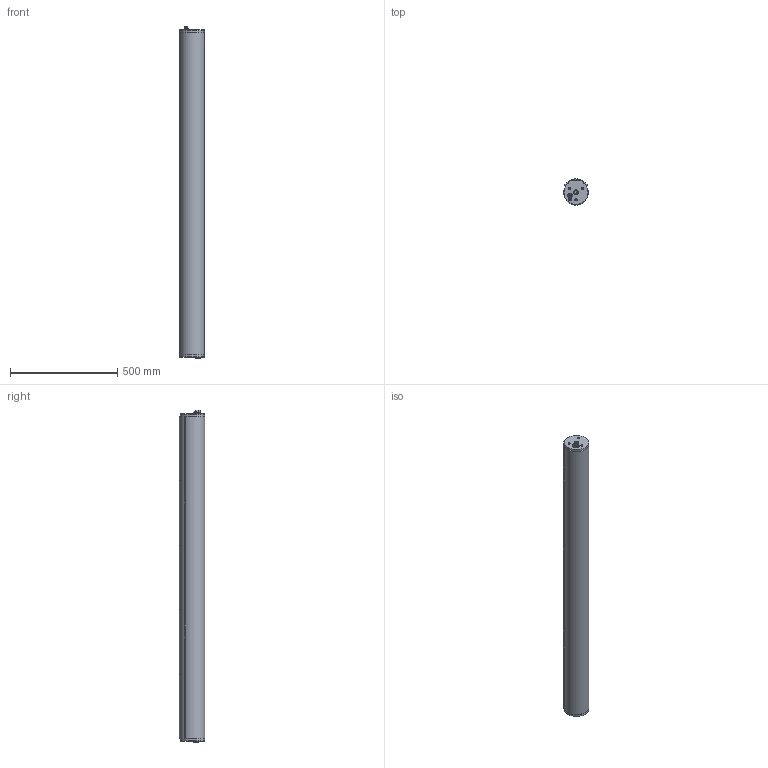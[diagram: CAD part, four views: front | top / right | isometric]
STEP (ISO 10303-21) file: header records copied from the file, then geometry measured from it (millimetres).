
FILE_DESCRIPTION (( 'STEP AP203' ), '1' );
FILE_NAME ('S38125XXX-110.STEP', '2020-01-03T19:39:03', ( '' ), ( '' ), 'SwSTEP 2.0', 'SolidWorks 2019', '' );
FILE_SCHEMA (( 'CONFIG_CONTROL_DESIGN' ));
Length unit declared in the file: inch
Products named in the file (11): 90-0390_4860K128; Standard Airturn Wafers_64-0114-SK; Standard Airturn Housings_Website  ; 90-0389_4860K127; Standard Airturn Plugs_38-0086; 90-0399_5225K569; S38125XXX-110
Assembly tree (11 placements, depth 2):
  S38125XXX-110
    Standard Airturn Housings_Website  
    Standard Airturn Plugs_38-0086  x2
    90-0389_4860K127
    90-0390_4860K128
    90-0399_5225K569
    Standard Airturn Wafers_64-0114-SK
    Standard Airturn Wafers_64-0114-SK
    Standard Airturn Wafers_64-0114-SK
    Standard Airturn Wafers_64-0114-SK
    Standard Airturn Wafers_64-0114-SK
Bounding box: 114.3 x 119.41 x 1544.72 mm (x, y, z)
Volume: 4117861.4 mm3; surface area: 1496488.9 mm2
Topology: 14 solids, 14 shells, 221 faces, 471 edges, 299 vertices
Faces by surface type: plane 80, cone 59, cylinder 57, bspline 15, torus 8, sphere 2
Full cylindrical faces by diameter (mm): 6.73 x2, 8 x1, 8.5 x6, 10.328 x1, 10.8 x1, 12.15 x1, 13.481 x1, 13.5 x1, 13.988 x1, 15.005 x1, 15.25 x2, 16.952 x1, 17.326 x1, 17.462 x2, 17.679 x1, 19.238 x2, 20 x1, 25 x1, 94.539 x2, 96.215 x4, 98.755 x8, 104.775 x1, 113.538 x2, 114.3 x1
Entity records: 16903 total; most frequent: CARTESIAN_POINT 12176, DIRECTION 732, ORIENTED_EDGE 622, AXIS2_PLACEMENT_3D 314, EDGE_CURVE 311, EDGE_LOOP 267, VERTEX_POINT 230, FACE_OUTER_BOUND 217
